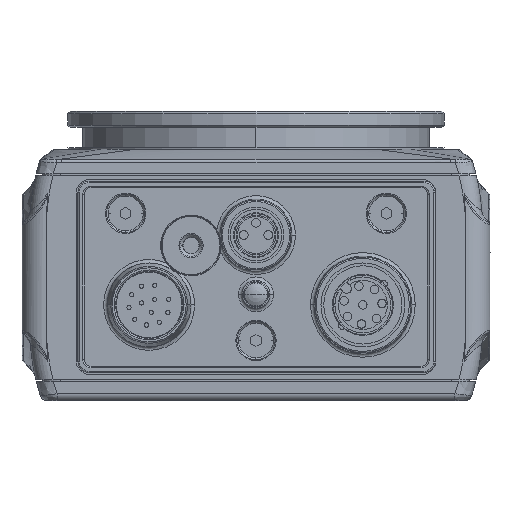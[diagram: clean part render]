
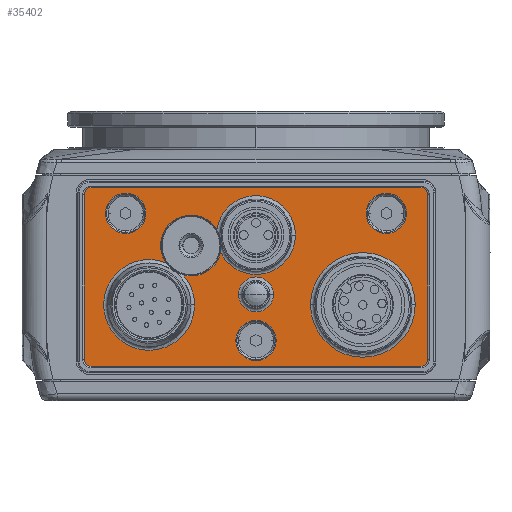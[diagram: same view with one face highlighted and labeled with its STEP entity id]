
A CAD part, front view. The second image highlights one B-rep face of the part: STEP entity #35402.
In plain terms, the highlighted face is planar.
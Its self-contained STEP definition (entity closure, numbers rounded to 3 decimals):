
#30417=CARTESIAN_POINT('',(-23.6,2.25,-11.8));
#30418=DIRECTION('',(0.,-1.,0.));
#30419=DIRECTION('',(-1.,0.,0.));
#30420=AXIS2_PLACEMENT_3D('',#30417,#30418,#30419);
#30422=DIRECTION('',(1.,0.,0.));
#30423=VECTOR('',#30422,47.2);
#30424=CARTESIAN_POINT('',(-23.6,2.25,-12.8));
#30425=LINE('',#30424,#30423);
#30426=CARTESIAN_POINT('',(23.6,2.25,-11.8));
#30427=DIRECTION('',(0.,-1.,0.));
#30428=DIRECTION('',(0.,0.,-1.));
#30429=AXIS2_PLACEMENT_3D('',#30426,#30427,#30428);
#30431=DIRECTION('',(0.,0.,1.));
#30432=VECTOR('',#30431,23.6);
#30433=CARTESIAN_POINT('',(24.6,2.25,-11.8));
#30434=LINE('',#30433,#30432);
#30435=CARTESIAN_POINT('',(23.6,2.25,11.8));
#30436=DIRECTION('',(0.,-1.,0.));
#30437=DIRECTION('',(1.,0.,0.));
#30438=AXIS2_PLACEMENT_3D('',#30435,#30436,#30437);
#30440=DIRECTION('',(-1.,0.,0.));
#30441=VECTOR('',#30440,47.2);
#30442=CARTESIAN_POINT('',(23.6,2.25,12.8));
#30443=LINE('',#30442,#30441);
#30444=CARTESIAN_POINT('',(-23.6,2.25,11.8));
#30445=DIRECTION('',(0.,-1.,0.));
#30446=DIRECTION('',(0.,0.,1.));
#30447=AXIS2_PLACEMENT_3D('',#30444,#30445,#30446);
#30449=DIRECTION('',(0.,0.,-1.));
#30450=VECTOR('',#30449,23.6);
#30451=CARTESIAN_POINT('',(-24.6,2.25,11.8));
#30452=LINE('',#30451,#30450);
#30453=CARTESIAN_POINT('',(15.3,2.25,4.));
#30454=DIRECTION('',(0.,1.,0.));
#30455=DIRECTION('',(1.,0.,0.));
#30456=AXIS2_PLACEMENT_3D('',#30453,#30454,#30455);
#30458=CARTESIAN_POINT('',(15.3,2.25,4.));
#30459=DIRECTION('',(0.,1.,0.));
#30460=DIRECTION('',(-1.,0.,0.));
#30461=AXIS2_PLACEMENT_3D('',#30458,#30459,#30460);
#30463=CARTESIAN_POINT('',(0.,2.25,2.5));
#30464=DIRECTION('',(0.,1.,0.));
#30465=DIRECTION('',(1.,0.,0.));
#30466=AXIS2_PLACEMENT_3D('',#30463,#30464,#30465);
#30468=CARTESIAN_POINT('',(0.,2.25,2.5));
#30469=DIRECTION('',(0.,1.,0.));
#30470=DIRECTION('',(-1.,0.,0.));
#30471=AXIS2_PLACEMENT_3D('',#30468,#30469,#30470);
#30473=CARTESIAN_POINT('',(-18.65,2.25,-9.1));
#30474=DIRECTION('',(0.,-1.,0.));
#30475=DIRECTION('',(0.,0.,1.));
#30476=AXIS2_PLACEMENT_3D('',#30473,#30474,#30475);
#30478=CARTESIAN_POINT('',(-18.65,2.25,-9.1));
#30479=DIRECTION('',(0.,-1.,0.));
#30480=DIRECTION('',(0.,0.,-1.));
#30481=AXIS2_PLACEMENT_3D('',#30478,#30479,#30480);
#30483=CARTESIAN_POINT('',(0.,2.25,9.1));
#30484=DIRECTION('',(0.,-1.,0.));
#30485=DIRECTION('',(0.,0.,1.));
#30486=AXIS2_PLACEMENT_3D('',#30483,#30484,#30485);
#30488=CARTESIAN_POINT('',(0.,2.25,9.1));
#30489=DIRECTION('',(0.,-1.,0.));
#30490=DIRECTION('',(0.,0.,-1.));
#30491=AXIS2_PLACEMENT_3D('',#30488,#30489,#30490);
#30493=CARTESIAN_POINT('',(18.65,2.25,-9.1));
#30494=DIRECTION('',(0.,-1.,0.));
#30495=DIRECTION('',(0.,0.,1.));
#30496=AXIS2_PLACEMENT_3D('',#30493,#30494,#30495);
#30498=CARTESIAN_POINT('',(18.65,2.25,-9.1));
#30499=DIRECTION('',(0.,-1.,0.));
#30500=DIRECTION('',(0.,0.,-1.));
#30501=AXIS2_PLACEMENT_3D('',#30498,#30499,#30500);
#30503=CARTESIAN_POINT('',(0.,2.25,-6.));
#30504=DIRECTION('',(0.,1.,0.));
#30505=DIRECTION('',(-0.897,0.,0.442));
#30506=AXIS2_PLACEMENT_3D('',#30503,#30504,#30505);
#30508=CARTESIAN_POINT('',(0.,2.25,-6.));
#30509=DIRECTION('',(0.,1.,0.));
#30510=DIRECTION('',(1.,0.,0.));
#30511=AXIS2_PLACEMENT_3D('',#30508,#30509,#30510);
#30513=CARTESIAN_POINT('',(-15.3,2.25,4.));
#30514=DIRECTION('',(0.,1.,0.));
#30515=DIRECTION('',(1.,0.,0.));
#30516=AXIS2_PLACEMENT_3D('',#30513,#30514,#30515);
#30518=CARTESIAN_POINT('',(-9.3,2.25,-4.5));
#30519=DIRECTION('',(0.,-1.,0.));
#30520=DIRECTION('',(0.974,0.,0.229));
#30521=AXIS2_PLACEMENT_3D('',#30518,#30519,#30520);
#31965=CARTESIAN_POINT('',(-15.3,2.25,4.));
#31966=DIRECTION('',(0.,-1.,0.));
#31967=DIRECTION('',(1.,0.,0.));
#31968=AXIS2_PLACEMENT_3D('',#31965,#31966,#31967);
#32787=CARTESIAN_POINT('',(-9.3,2.25,-4.5));
#32788=DIRECTION('',(0.,-1.,0.));
#32789=DIRECTION('',(-0.825,0.,0.565));
#32790=AXIS2_PLACEMENT_3D('',#32787,#32788,#32789);
#33686=CARTESIAN_POINT('',(-24.6,2.25,-11.8));
#33687=CARTESIAN_POINT('',(-23.6,2.25,-12.8));
#33688=VERTEX_POINT('',#33686);
#33689=VERTEX_POINT('',#33687);
#33690=CARTESIAN_POINT('',(-24.6,2.25,11.8));
#33691=VERTEX_POINT('',#33690);
#33692=CARTESIAN_POINT('',(-23.6,2.25,12.8));
#33693=VERTEX_POINT('',#33692);
#33694=CARTESIAN_POINT('',(23.6,2.25,12.8));
#33695=VERTEX_POINT('',#33694);
#33696=CARTESIAN_POINT('',(24.6,2.25,11.8));
#33697=VERTEX_POINT('',#33696);
#33698=CARTESIAN_POINT('',(24.6,2.25,-11.8));
#33699=VERTEX_POINT('',#33698);
#33700=CARTESIAN_POINT('',(23.6,2.25,-12.8));
#33701=VERTEX_POINT('',#33700);
#33724=CARTESIAN_POINT('',(22.791,2.25,4.));
#33725=CARTESIAN_POINT('',(7.809,2.25,4.));
#33726=VERTEX_POINT('',#33724);
#33727=VERTEX_POINT('',#33725);
#33736=CARTESIAN_POINT('',(5.641,2.25,-6.));
#33737=VERTEX_POINT('',#33736);
#33880=CARTESIAN_POINT('',(2.502,2.25,2.5));
#33881=CARTESIAN_POINT('',(-2.502,2.25,2.5));
#33882=VERTEX_POINT('',#33880);
#33883=VERTEX_POINT('',#33881);
#33896=CARTESIAN_POINT('',(-8.8,2.25,4.));
#33897=VERTEX_POINT('',#33896);
#34117=CARTESIAN_POINT('',(-5.058,2.25,-3.504));
#34118=VERTEX_POINT('',#34117);
#34119=CARTESIAN_POINT('',(-5.587,2.25,-6.779));
#34120=VERTEX_POINT('',#34119);
#34129=CARTESIAN_POINT('',(-10.415,2.25,-0.288));
#34130=VERTEX_POINT('',#34129);
#34131=CARTESIAN_POINT('',(-12.895,2.25,-2.039));
#34132=VERTEX_POINT('',#34131);
#34253=CARTESIAN_POINT('',(-18.65,2.25,-6.217));
#34254=CARTESIAN_POINT('',(-18.65,2.25,-11.983));
#34255=VERTEX_POINT('',#34253);
#34256=VERTEX_POINT('',#34254);
#34261=CARTESIAN_POINT('',(0.,2.25,11.983));
#34262=CARTESIAN_POINT('',(0.,2.25,6.217));
#34263=VERTEX_POINT('',#34261);
#34264=VERTEX_POINT('',#34262);
#34269=CARTESIAN_POINT('',(18.65,2.25,-6.217));
#34270=CARTESIAN_POINT('',(18.65,2.25,-11.983));
#34271=VERTEX_POINT('',#34269);
#34272=VERTEX_POINT('',#34270);
#35336=CARTESIAN_POINT('',(0.,2.25,0.));
#35337=DIRECTION('',(0.,1.,0.));
#35338=DIRECTION('',(1.,0.,0.));
#35339=AXIS2_PLACEMENT_3D('',#35336,#35337,#35338);
#35340=PLANE('',#35339);
#35342=ORIENTED_EDGE('',*,*,#35341,.T.);
#35344=ORIENTED_EDGE('',*,*,#35343,.T.);
#35346=ORIENTED_EDGE('',*,*,#35345,.T.);
#35348=ORIENTED_EDGE('',*,*,#35347,.T.);
#35350=ORIENTED_EDGE('',*,*,#35349,.T.);
#35352=ORIENTED_EDGE('',*,*,#35351,.T.);
#35354=ORIENTED_EDGE('',*,*,#35353,.T.);
#35356=ORIENTED_EDGE('',*,*,#35355,.T.);
#35357=EDGE_LOOP('',(#35342,#35344,#35346,#35348,#35350,#35352,#35354,#35356));
#35358=FACE_OUTER_BOUND('',#35357,.F.);
#35360=ORIENTED_EDGE('',*,*,#35359,.T.);
#35362=ORIENTED_EDGE('',*,*,#35361,.T.);
#35363=EDGE_LOOP('',(#35360,#35362));
#35364=FACE_BOUND('',#35363,.F.);
#35366=ORIENTED_EDGE('',*,*,#35365,.T.);
#35368=ORIENTED_EDGE('',*,*,#35367,.T.);
#35369=EDGE_LOOP('',(#35366,#35368));
#35370=FACE_BOUND('',#35369,.F.);
#35372=ORIENTED_EDGE('',*,*,#35371,.F.);
#35374=ORIENTED_EDGE('',*,*,#35373,.F.);
#35375=EDGE_LOOP('',(#35372,#35374));
#35376=FACE_BOUND('',#35375,.F.);
#35378=ORIENTED_EDGE('',*,*,#35377,.F.);
#35380=ORIENTED_EDGE('',*,*,#35379,.F.);
#35381=EDGE_LOOP('',(#35378,#35380));
#35382=FACE_BOUND('',#35381,.F.);
#35384=ORIENTED_EDGE('',*,*,#35383,.F.);
#35386=ORIENTED_EDGE('',*,*,#35385,.F.);
#35387=EDGE_LOOP('',(#35384,#35386));
#35388=FACE_BOUND('',#35387,.F.);
#35390=ORIENTED_EDGE('',*,*,#35389,.T.);
#35391=ORIENTED_EDGE('',*,*,#35324,.T.);
#35393=ORIENTED_EDGE('',*,*,#35392,.F.);
#35395=ORIENTED_EDGE('',*,*,#35394,.F.);
#35397=ORIENTED_EDGE('',*,*,#35396,.T.);
#35399=ORIENTED_EDGE('',*,*,#35398,.F.);
#35400=EDGE_LOOP('',(#35390,#35391,#35393,#35395,#35397,#35399));
#35401=FACE_BOUND('',#35400,.F.);
#35402=ADVANCED_FACE('',(#35358,#35364,#35370,#35376,#35382,#35388,#35401),
#35340,.T.);
#30421=CIRCLE('',#30420,1.);
#30430=CIRCLE('',#30429,1.);
#30439=CIRCLE('',#30438,1.);
#30448=CIRCLE('',#30447,1.);
#30457=CIRCLE('',#30456,7.491);
#30462=CIRCLE('',#30461,7.491);
#30467=CIRCLE('',#30466,2.502);
#30472=CIRCLE('',#30471,2.502);
#30477=CIRCLE('',#30476,2.883);
#30482=CIRCLE('',#30481,2.883);
#30487=CIRCLE('',#30486,2.883);
#30492=CIRCLE('',#30491,2.883);
#30497=CIRCLE('',#30496,2.883);
#30502=CIRCLE('',#30501,2.883);
#30507=CIRCLE('',#30506,5.641);
#30512=CIRCLE('',#30511,5.641);
#30517=CIRCLE('',#30516,6.5);
#30522=CIRCLE('',#30521,4.357);
#31969=CIRCLE('',#31968,6.5);
#32791=CIRCLE('',#32790,4.357);
#35324=EDGE_CURVE('',#33737,#34120,#30512,.T.);
#35341=EDGE_CURVE('',#33688,#33689,#30421,.T.);
#35343=EDGE_CURVE('',#33689,#33701,#30425,.T.);
#35345=EDGE_CURVE('',#33701,#33699,#30430,.T.);
#35347=EDGE_CURVE('',#33699,#33697,#30434,.T.);
#35349=EDGE_CURVE('',#33697,#33695,#30439,.T.);
#35351=EDGE_CURVE('',#33695,#33693,#30443,.T.);
#35353=EDGE_CURVE('',#33693,#33691,#30448,.T.);
#35355=EDGE_CURVE('',#33691,#33688,#30452,.T.);
#35359=EDGE_CURVE('',#33726,#33727,#30457,.T.);
#35361=EDGE_CURVE('',#33727,#33726,#30462,.T.);
#35365=EDGE_CURVE('',#33882,#33883,#30467,.T.);
#35367=EDGE_CURVE('',#33883,#33882,#30472,.T.);
#35371=EDGE_CURVE('',#34255,#34256,#30477,.T.);
#35373=EDGE_CURVE('',#34256,#34255,#30482,.T.);
#35377=EDGE_CURVE('',#34263,#34264,#30487,.T.);
#35379=EDGE_CURVE('',#34264,#34263,#30492,.T.);
#35383=EDGE_CURVE('',#34271,#34272,#30497,.T.);
#35385=EDGE_CURVE('',#34272,#34271,#30502,.T.);
#35389=EDGE_CURVE('',#34118,#33737,#30507,.T.);
#35392=EDGE_CURVE('',#34132,#34120,#32791,.T.);
#35394=EDGE_CURVE('',#33897,#34132,#31969,.T.);
#35396=EDGE_CURVE('',#33897,#34130,#30517,.T.);
#35398=EDGE_CURVE('',#34118,#34130,#30522,.T.);
